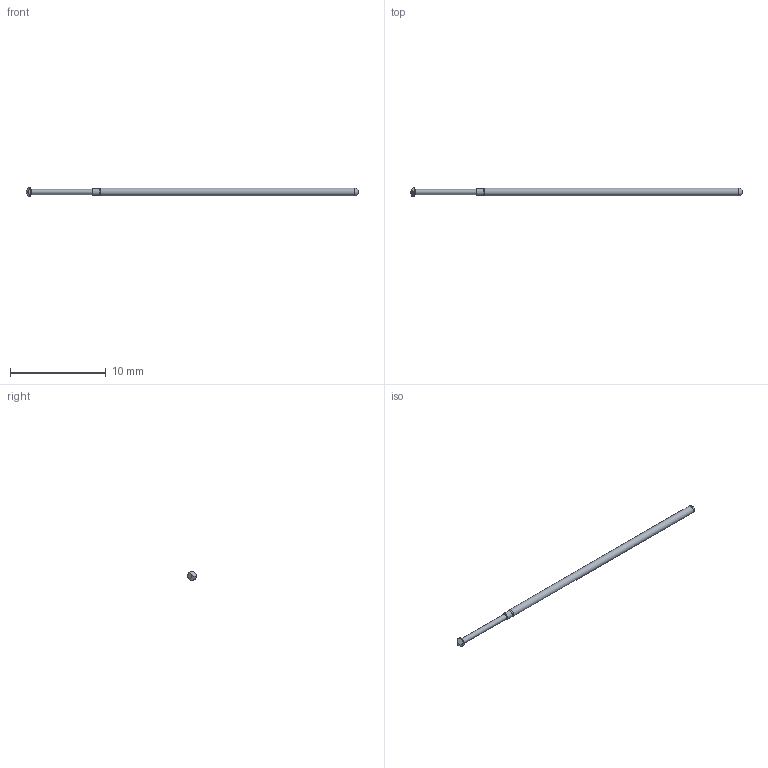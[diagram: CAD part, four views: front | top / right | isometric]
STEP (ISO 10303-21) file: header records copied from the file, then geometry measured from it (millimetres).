
FILE_DESCRIPTION (( 'STEP AP214' ), '1' );
FILE_NAME ('050-PTP2503_-_.STEP', '2017-10-17T19:09:56', ( '' ), ( '' ), 'SwSTEP 2.0', 'SolidWorks 2017', '' );
FILE_SCHEMA (( 'AUTOMOTIVE_DESIGN' ));
Length unit declared in the file: inch
Products named in the file (1): 050-PTP2503_-_
Bounding box: 34.59 x 0.91 x 0.91 mm (x, y, z)
Volume: 14.8 mm3; surface area: 80.6 mm2
Topology: 1 solids, 1 shells, 13 faces, 27 edges, 17 vertices
Faces by surface type: plane 6, cylinder 4, cone 2, torus 1
Full cylindrical faces by diameter (mm): 0.533 x1, 0.711 x1, 0.782 x1, 0.914 x1
Entity records: 492 total; most frequent: CARTESIAN_POINT 54, DIRECTION 50, ORIENTED_EDGE 34, AXIS2_PLACEMENT_3D 22, EDGE_LOOP 21, FACE_OUTER_BOUND 18, EDGE_CURVE 17, LENGTH_MEASURE_WITH_UNIT 16
